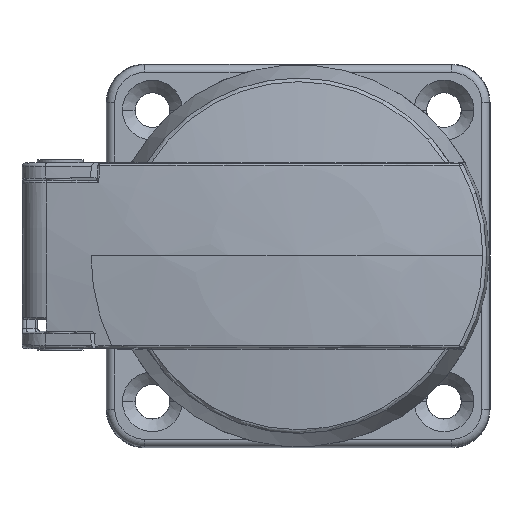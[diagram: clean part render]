
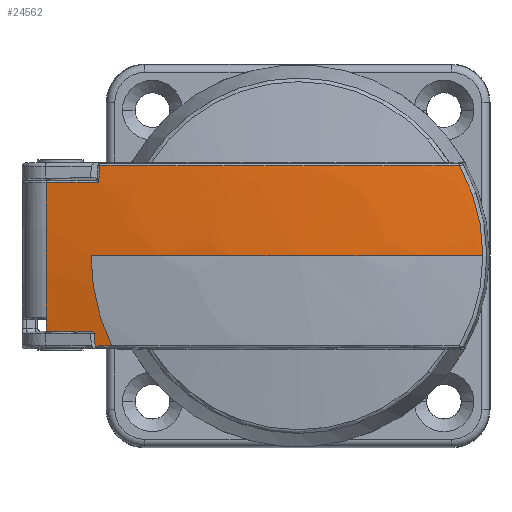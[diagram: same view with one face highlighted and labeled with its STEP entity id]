
A CAD part, top view. The second image highlights one B-rep face of the part: STEP entity #24562.
In plain terms, the highlighted spherical face has radius 140 mm.
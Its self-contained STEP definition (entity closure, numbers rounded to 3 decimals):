
#2176=CARTESIAN_POINT('',(-26.01,9.557,21.91));
#2188=CARTESIAN_POINT('',(-25.851,11.765,21.769));
#2189=CARTESIAN_POINT('',(-25.87,11.522,21.786));
#2190=CARTESIAN_POINT('',(-25.907,11.035,21.82));
#2191=CARTESIAN_POINT('',(-25.96,10.299,21.867));
#2192=CARTESIAN_POINT('',(-25.993,9.805,21.896));
#2193=CARTESIAN_POINT('',(-26.01,9.557,21.91));
#2287=CARTESIAN_POINT('',(21.018,11.75,22.594));
#2395=CARTESIAN_POINT('',(0.,14.153,-115.073));
#2396=DIRECTION('',(0.,1.,0.017));
#2397=DIRECTION('',(-0.186,-0.017,0.982));
#2398=AXIS2_PLACEMENT_3D('',#2395,#2396,#2397);
#2400=CARTESIAN_POINT('',(0.,0.,22.594));
#2401=DIRECTION('',(0.,0.,1.));
#2402=DIRECTION('',(1.,0.,0.));
#2403=AXIS2_PLACEMENT_3D('',#2400,#2401,#2402);
#2405=CARTESIAN_POINT('',(0.,-14.153,-115.073));
#2406=DIRECTION('',(0.,1.,-0.017));
#2407=DIRECTION('',(-0.19,0.017,0.982));
#2408=AXIS2_PLACEMENT_3D('',#2405,#2406,#2407);
#2410=CARTESIAN_POINT('',(-26.605,-10.15,21.754));
#2411=CARTESIAN_POINT('',(-26.591,-10.331,
21.743));
#2412=CARTESIAN_POINT('',(-26.561,-10.693,
21.721));
#2413=CARTESIAN_POINT('',(-26.516,-11.232,
21.687));
#2414=CARTESIAN_POINT('',(-26.485,-11.589,
21.663));
#2415=CARTESIAN_POINT('',(-26.469,-11.767,
21.651));
#2417=CARTESIAN_POINT('',(0.,-9.85,-115.32));
#2418=DIRECTION('',(0.,-1.,0.));
#2419=DIRECTION('',(-0.194,0.,0.981));
#2420=AXIS2_PLACEMENT_3D('',#2417,#2418,#2419);
#2422=CARTESIAN_POINT('',(-35.198,0.,-114.706));
#2423=DIRECTION('',(-1.,0.,0.017));
#2424=DIRECTION('',(0.017,-0.059,0.998));
#2425=AXIS2_PLACEMENT_3D('',#2422,#2423,#2424);
#2427=CARTESIAN_POINT('',(0.,7.16,-115.445));
#2428=DIRECTION('',(0.,1.,-0.017));
#2429=DIRECTION('',(-0.235,0.017,0.972));
#2430=AXIS2_PLACEMENT_3D('',#2427,#2428,#2429);
#2442=CARTESIAN_POINT('',(0.,0.,22.052));
#2443=DIRECTION('',(0.,0.,-1.));
#2444=DIRECTION('',(-0.9,-0.436,0.));
#2445=AXIS2_PLACEMENT_3D('',#2442,#2443,#2444);
#2447=CARTESIAN_POINT('',(0.,0.,-115.32));
#2448=DIRECTION('',(0.,-1.,0.));
#2449=DIRECTION('',(0.,0.,1.));
#2450=AXIS2_PLACEMENT_3D('',#2447,#2448,#2449);
#2452=CARTESIAN_POINT('',(0.,0.,-115.32));
#2453=DIRECTION('',(0.,1.,0.));
#2454=DIRECTION('',(0.,0.,1.));
#2455=AXIS2_PLACEMENT_3D('',#2452,#2453,#2454);
#2463=CARTESIAN_POINT('',(-26.469,-11.767,
21.651));
#2488=CARTESIAN_POINT('',(-27.037,-9.85,21.691));
#2489=CARTESIAN_POINT('',(-26.988,-9.85,21.701));
#2490=CARTESIAN_POINT('',(-26.894,-9.863,
21.718));
#2491=CARTESIAN_POINT('',(-26.776,-9.909,
21.738));
#2492=CARTESIAN_POINT('',(-26.684,-9.978,
21.751));
#2493=CARTESIAN_POINT('',(-26.623,-10.062,
21.756));
#2494=CARTESIAN_POINT('',(-26.607,-10.121,
21.755));
#2495=CARTESIAN_POINT('',(-26.605,-10.15,21.754));
#2776=CARTESIAN_POINT('',(-32.838,-8.017,
20.538));
#2784=CARTESIAN_POINT('',(3.325,0.,-114.429));
#2785=DIRECTION('',(0.966,0.,0.259));
#2786=DIRECTION('',(-0.258,-0.057,0.964));
#2787=AXIS2_PLACEMENT_3D('',#2784,#2785,#2786);
#19208=CARTESIAN_POINT('',(0.,0.,24.68));
#19209=CARTESIAN_POINT('',(-27.,0.,22.052));
#19210=VERTEX_POINT('',#19208);
#19211=VERTEX_POINT('',#19209);
#19212=CARTESIAN_POINT('',(24.079,0.,22.594));
#19213=VERTEX_POINT('',#19212);
#19226=CARTESIAN_POINT('',(-32.809,-9.85,20.425));
#19227=VERTEX_POINT('',#19226);
#19232=VERTEX_POINT('',#2488);
#19233=VERTEX_POINT('',#2495);
#19239=VERTEX_POINT('',#2176);
#19240=VERTEX_POINT('',#2776);
#19355=VERTEX_POINT('',#2287);
#19358=CARTESIAN_POINT('',(-25.851,11.765,
21.769));
#19359=VERTEX_POINT('',#19358);
#19373=CARTESIAN_POINT('',(-24.304,-11.76,
22.052));
#19374=VERTEX_POINT('',#19373);
#19383=CARTESIAN_POINT('',(-32.839,9.532,
20.44));
#19384=VERTEX_POINT('',#19383);
#19442=VERTEX_POINT('',#2463);
#24534=CARTESIAN_POINT('',(0.,0.,-115.32));
#24535=DIRECTION('',(0.,0.,-1.));
#24536=DIRECTION('',(-1.,0.,0.));
#24537=AXIS2_PLACEMENT_3D('',#24534,#24535,#24536);
#24538=SPHERICAL_SURFACE('1014',#24537,140.);
#24539=ORIENTED_EDGE('4228',*,*,#24056,.T.);
#24540=ORIENTED_EDGE('4240',*,*,#24139,.F.);
#24542=ORIENTED_EDGE('4087',*,*,#24541,.F.);
#24544=ORIENTED_EDGE('4086',*,*,#24543,.T.);
#24546=ORIENTED_EDGE('4239',*,*,#24545,.F.);
#24547=ORIENTED_EDGE('4349',*,*,#24511,.F.);
#24549=ORIENTED_EDGE('4350',*,*,#24548,.F.);
#24551=ORIENTED_EDGE('4097',*,*,#24550,.F.);
#24553=ORIENTED_EDGE('4119',*,*,#24552,.T.);
#24555=ORIENTED_EDGE('4338',*,*,#24554,.F.);
#24557=ORIENTED_EDGE('4330',*,*,#24556,.T.);
#24558=ORIENTED_EDGE('4262',*,*,#23781,.T.);
#24559=ORIENTED_EDGE('4300',*,*,#23820,.F.);
#24560=EDGE_LOOP('1014',(#24539,#24540,#24542,#24544,#24546,#24547,#24549,
#24551,#24553,#24555,#24557,#24558,#24559));
#24561=FACE_OUTER_BOUND('1014',#24560,.F.);
#2194=B_SPLINE_CURVE_WITH_KNOTS('4300',3,(#2188,#2189,#2190,#2191,#2192,#2193),
.UNSPECIFIED.,.F.,.F.,(4,1,1,4),(0.,0.333,0.667,1.),
.UNSPECIFIED.);
#2399=CIRCLE('4228',#2398,139.283);
#2404=CIRCLE('4240',#2403,24.079);
#2409=CIRCLE('4349',#2408,139.283);
#2416=B_SPLINE_CURVE_WITH_KNOTS('4350',3,(#2410,#2411,#2412,#2413,#2414,#2415),
.UNSPECIFIED.,.F.,.F.,(4,1,1,4),(0.,0.333,0.667,1.),
.UNSPECIFIED.);
#2421=CIRCLE('4119',#2420,139.653);
#2426=CIRCLE('4330',#2425,135.502);
#2431=CIRCLE('4262',#2430,139.817);
#2446=CIRCLE('4239',#2445,27.);
#2451=CIRCLE('4086',#2450,140.);
#2456=CIRCLE('4087',#2455,140.);
#2496=B_SPLINE_CURVE_WITH_KNOTS('4097',3,(#2488,#2489,#2490,#2491,#2492,#2493,
#2494,#2495),.UNSPECIFIED.,.F.,.F.,(4,1,1,1,1,4),(0.,0.2,0.4,0.6,0.8,
1.),.UNSPECIFIED.);
#2788=CIRCLE('4338',#2787,139.958);
#23781=EDGE_CURVE('4262',#19384,#19239,#2431,.T.);
#23820=EDGE_CURVE('4300',#19359,#19239,#2194,.T.);
#24056=EDGE_CURVE('4228',#19359,#19355,#2399,.T.);
#24139=EDGE_CURVE('4240',#19213,#19355,#2404,.T.);
#24511=EDGE_CURVE('4349',#19442,#19374,#2409,.T.);
#24541=EDGE_CURVE('4087',#19210,#19213,#2456,.T.);
#24543=EDGE_CURVE('4086',#19210,#19211,#2451,.T.);
#24545=EDGE_CURVE('4239',#19374,#19211,#2446,.T.);
#24548=EDGE_CURVE('4350',#19233,#19442,#2416,.T.);
#24550=EDGE_CURVE('4097',#19232,#19233,#2496,.T.);
#24552=EDGE_CURVE('4119',#19232,#19227,#2421,.T.);
#24554=EDGE_CURVE('4338',#19240,#19227,#2788,.T.);
#24556=EDGE_CURVE('4330',#19240,#19384,#2426,.T.);
#24562=ADVANCED_FACE('1014',(#24561),#24538,.T.);
